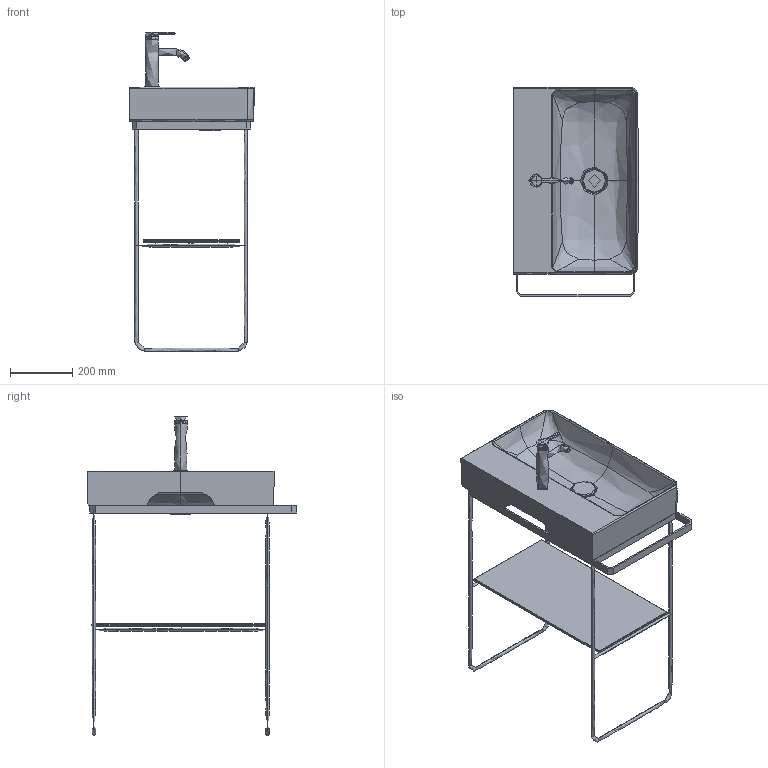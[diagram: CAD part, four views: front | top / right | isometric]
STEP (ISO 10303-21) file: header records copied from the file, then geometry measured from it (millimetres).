
FILE_DESCRIPTION(/* description */ (''),/* implementation_level */ '2;1');
FILE_NAME(/* name */ '235660_003113',/* time_stamp */ '2018-03-29T14:15:43+02:00',/* author */ (''),/* organization */ (''),/* preprocessor_version */ 'ST-DEVELOPER v15',/* originating_system */ '',/* authorisation */ '');
FILE_SCHEMA (('AUTOMOTIVE_DESIGN'));
Length unit declared in the file: millimetre
Products named in the file (8): Document; 601869; 615737; A016999; 615729; 632641; 613658; 636748
Assembly tree (7 placements, depth 2):
  Document
    601869
    615737
    A016999
    615729
    632641
    613658
    636748
Bounding box: 399.94 x 671.61 x 1025.46 mm (x, y, z)
Volume: 1769924.6 mm3; surface area: 1633052.7 mm2
Topology: 10 solids, 89 shells, 896 faces, 2307 edges, 1472 vertices
Faces by surface type: bspline 711, plane 185
Entity records: 104019 total; most frequent: CARTESIAN_POINT 91040, ORIENTED_EDGE 4176, EDGE_CURVE 2274, VERTEX_POINT 1467, B_SPLINE_CURVE_WITH_KNOTS 1091, EDGE_LOOP 947, ADVANCED_FACE 891, FACE_OUTER_BOUND 891
